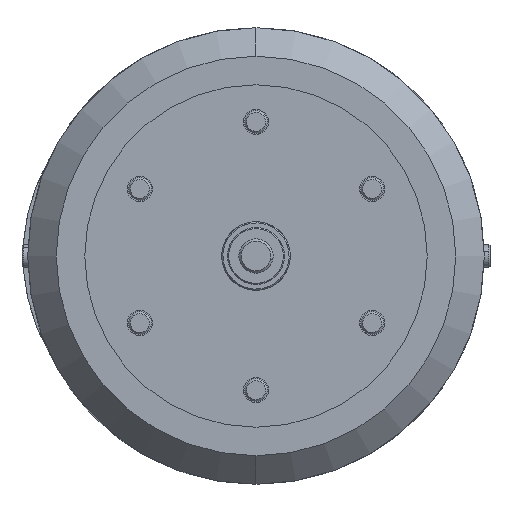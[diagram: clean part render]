
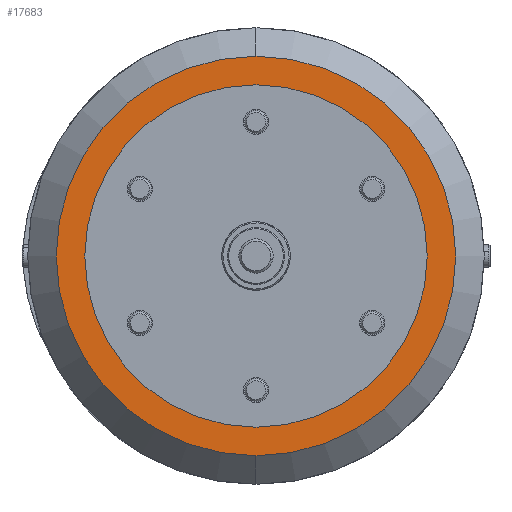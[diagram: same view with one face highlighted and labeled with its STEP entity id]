
A CAD part, left-side view. The second image highlights one B-rep face of the part: STEP entity #17683.
In plain terms, the highlighted planar face has unit normal (-1, 0, 0).
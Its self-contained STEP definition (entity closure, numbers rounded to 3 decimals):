
#666 = CARTESIAN_POINT ( 'NONE',  ( -81., 0., 0. ) ) ;
#1195 = AXIS2_PLACEMENT_3D ( 'NONE', #12506, #9105, #20914 ) ;
#1403 = CARTESIAN_POINT ( 'NONE',  ( -81., 0., 150. ) ) ;
#1424 = DIRECTION ( 'NONE',  ( 0., 0., -1. ) ) ;
#1875 = CARTESIAN_POINT ( 'NONE',  ( -81., 175., 0. ) ) ;
#2315 = VERTEX_POINT ( 'NONE', #1403 ) ;
#2633 = AXIS2_PLACEMENT_3D ( 'NONE', #8107, #21587, #1424 ) ;
#2654 = EDGE_LOOP ( 'NONE', ( #5885, #9467 ) ) ;
#3878 = CARTESIAN_POINT ( 'NONE',  ( -81., 0., 175. ) ) ;
#4736 = DIRECTION ( 'NONE',  ( 0., 0., -1. ) ) ;
#5114 = AXIS2_PLACEMENT_3D ( 'NONE', #1875, #7011, #13806 ) ;
#5339 = VERTEX_POINT ( 'NONE', #17547 ) ;
#5885 = ORIENTED_EDGE ( 'NONE', *, *, #12679, .F. ) ;
#5935 = VERTEX_POINT ( 'NONE', #7515 ) ;
#5954 = CIRCLE ( 'NONE', #16306, 175. ) ;
#7011 = DIRECTION ( 'NONE',  ( -1., 0., 0. ) ) ;
#7515 = CARTESIAN_POINT ( 'NONE',  ( -81., 0., -150. ) ) ;
#7742 = ORIENTED_EDGE ( 'NONE', *, *, #14099, .T. ) ;
#8107 = CARTESIAN_POINT ( 'NONE',  ( -81., 0., 0. ) ) ;
#8906 = EDGE_CURVE ( 'NONE', #9970, #5339, #18165, .T. ) ;
#9105 = DIRECTION ( 'NONE',  ( 1., 0., 0. ) ) ;
#9467 = ORIENTED_EDGE ( 'NONE', *, *, #8906, .F. ) ;
#9970 = VERTEX_POINT ( 'NONE', #3878 ) ;
#11955 = EDGE_LOOP ( 'NONE', ( #20012, #7742 ) ) ;
#12091 = FACE_BOUND ( 'NONE', #11955, .T. ) ;
#12506 = CARTESIAN_POINT ( 'NONE',  ( -81., 0., 0. ) ) ;
#12679 = EDGE_CURVE ( 'NONE', #5339, #9970, #5954, .T. ) ;
#12806 = EDGE_CURVE ( 'NONE', #5935, #2315, #19880, .T. ) ;
#13806 = DIRECTION ( 'NONE',  ( 0., 0., 1. ) ) ;
#14099 = EDGE_CURVE ( 'NONE', #2315, #5935, #17976, .T. ) ;
#14211 = FACE_OUTER_BOUND ( 'NONE', #2654, .T. ) ;
#14816 = DIRECTION ( 'NONE',  ( 1., 0., 0. ) ) ;
#15631 = AXIS2_PLACEMENT_3D ( 'NONE', #666, #17725, #15830 ) ;
#15830 = DIRECTION ( 'NONE',  ( 0., 0., -1. ) ) ;
#16306 = AXIS2_PLACEMENT_3D ( 'NONE', #16436, #14816, #4736 ) ;
#16436 = CARTESIAN_POINT ( 'NONE',  ( -81., 0., 0. ) ) ;
#16962 = PLANE ( 'NONE',  #5114 ) ;
#17547 = CARTESIAN_POINT ( 'NONE',  ( -81., 0., -175. ) ) ;
#17683 = ADVANCED_FACE ( 'NONE', ( #12091, #14211 ), #16962, .T. ) ;
#17725 = DIRECTION ( 'NONE',  ( 1., 0., 0. ) ) ;
#17976 = CIRCLE ( 'NONE', #15631, 150. ) ;
#18165 = CIRCLE ( 'NONE', #1195, 175. ) ;
#19880 = CIRCLE ( 'NONE', #2633, 150. ) ;
#20012 = ORIENTED_EDGE ( 'NONE', *, *, #12806, .T. ) ;
#20914 = DIRECTION ( 'NONE',  ( 0., 0., -1. ) ) ;
#21587 = DIRECTION ( 'NONE',  ( 1., 0., 0. ) ) ;
